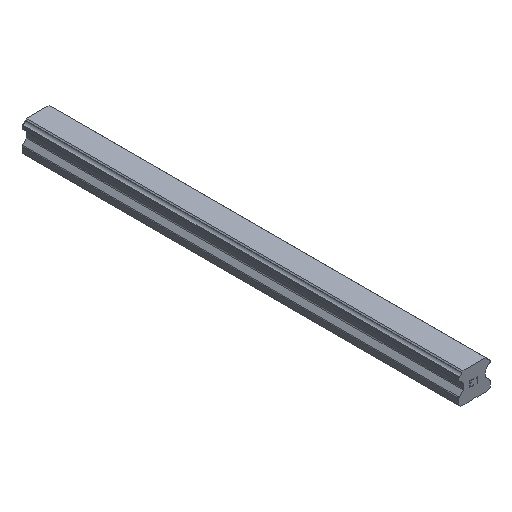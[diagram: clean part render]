
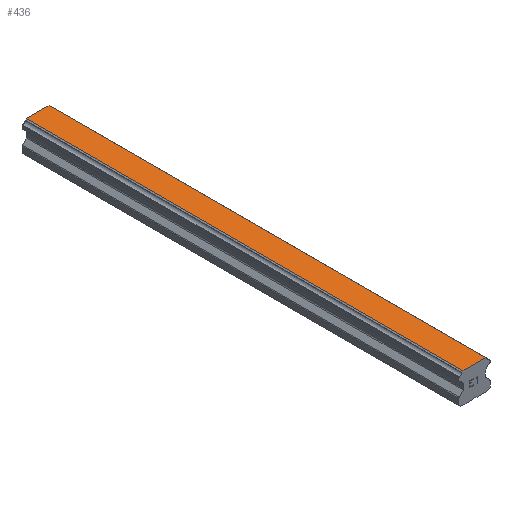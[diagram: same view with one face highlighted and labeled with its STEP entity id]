
A CAD part, isometric view. The second image highlights one B-rep face of the part: STEP entity #436.
In plain terms, the highlighted planar face has unit normal (0, 0, 1).
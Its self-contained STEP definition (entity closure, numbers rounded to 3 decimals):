
#436=ADVANCED_FACE('',(#893),#894,.T.);
#893=FACE_OUTER_BOUND('',#1364,.T.);
#894=PLANE('',#1365);
#1364=EDGE_LOOP('',(#2728,#2729,#2730,#2731));
#1365=AXIS2_PLACEMENT_3D('',#2732,#2733,#2734);
#2728=ORIENTED_EDGE('',*,*,#3305,.T.);
#2729=ORIENTED_EDGE('',*,*,#3463,.F.);
#2730=ORIENTED_EDGE('',*,*,#3169,.F.);
#2731=ORIENTED_EDGE('',*,*,#3461,.T.);
#2732=CARTESIAN_POINT('',(0.0,320.0,22.));
#2733=DIRECTION('',(0.0,0.0,1.0));
#2734=DIRECTION('',(-1.0,0.0,-0.0));
#3169=EDGE_CURVE('',#3909,#3911,#3912,.T.);
#3305=EDGE_CURVE('',#4138,#4136,#4139,.T.);
#3461=EDGE_CURVE('',#3909,#4138,#4338,.T.);
#3463=EDGE_CURVE('',#3911,#4136,#4340,.T.);
#3909=VERTEX_POINT('',#4934);
#3911=VERTEX_POINT('',#4937);
#3912=LINE('',#4938,#4939);
#4136=VERTEX_POINT('',#5251);
#4138=VERTEX_POINT('',#5254);
#4139=LINE('',#5255,#5256);
#4338=LINE('',#5511,#5512);
#4340=LINE('',#5514,#5515);
#4934=CARTESIAN_POINT('',(-8.3,320.0,22.));
#4937=CARTESIAN_POINT('',(8.3,320.0,22.));
#4938=CARTESIAN_POINT('',(-8.3,320.0,22.));
#4939=VECTOR('',#5872,1.0);
#5251=CARTESIAN_POINT('',(8.3,0.0,22.));
#5254=CARTESIAN_POINT('',(-8.3,0.0,22.));
#5255=CARTESIAN_POINT('',(-8.3,0.0,22.));
#5256=VECTOR('',#6028,1.0);
#5511=CARTESIAN_POINT('',(-8.3,320.0,22.));
#5512=VECTOR('',#6226,1.0);
#5514=CARTESIAN_POINT('',(8.3,320.0,22.));
#5515=VECTOR('',#6227,1.0);
#5872=DIRECTION('',(1.0,0.0,0.0));
#6028=DIRECTION('',(1.0,0.0,0.0));
#6226=DIRECTION('',(0.0,-1.0,0.0));
#6227=DIRECTION('',(0.0,-1.0,0.0));
